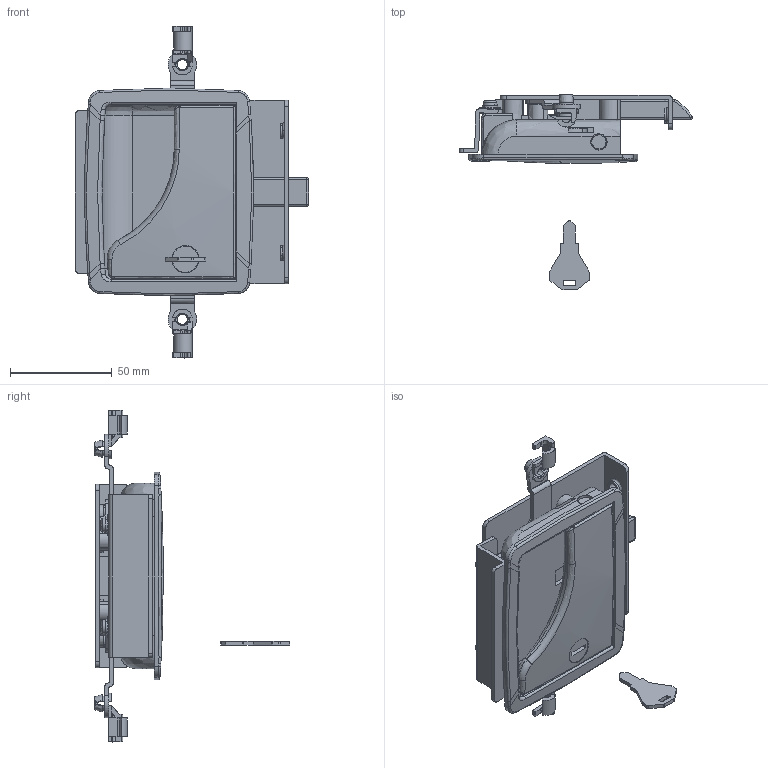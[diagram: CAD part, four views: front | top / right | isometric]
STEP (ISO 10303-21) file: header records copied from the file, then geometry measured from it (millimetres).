
FILE_DESCRIPTION((''),'2;1');
FILE_NAME('','2006-02-22T15:32:09',(''),(''),'','CADfix','');
FILE_SCHEMA(('AUTOMOTIVE_DESIGN'));
Length unit declared in the file: millimetre
Products named in the file (15): bracket_B_mr; lock_mr; handle_mr; holder_mr-1; link_B_mr-1; link_A_mr-1; screw_mr; holder_mr; link_B_mr; link_A_mr; latch_mr; key_mr; bracket_A_mr; base_mr; THA_283_2_13551_36
Assembly tree (15 placements, depth 2):
  THA_283_2_13551_36
    bracket_B_mr
    lock_mr
    handle_mr
    holder_mr-1
    link_B_mr-1
    link_A_mr-1
    screw_mr  x2
    holder_mr
    link_B_mr
    link_A_mr
    latch_mr
    key_mr
    bracket_A_mr
    base_mr
Bounding box: 114.5 x 95.99 x 163 mm (x, y, z)
Volume: 99598.9 mm3; surface area: 81088.6 mm2
Topology: 15 solids, 15 shells, 807 faces, 2637 edges, 1884 vertices
Faces by surface type: bspline 807
Entity records: 36675 total; most frequent: CARTESIAN_POINT 21535, ORIENTED_EDGE 5026, EDGE_CURVE 2513, VERTEX_POINT 1792, QUASI_UNIFORM_CURVE 1289, B_SPLINE_CURVE_WITH_KNOTS 1203, EDGE_LOOP 851, FACE_OUTER_BOUND 771
